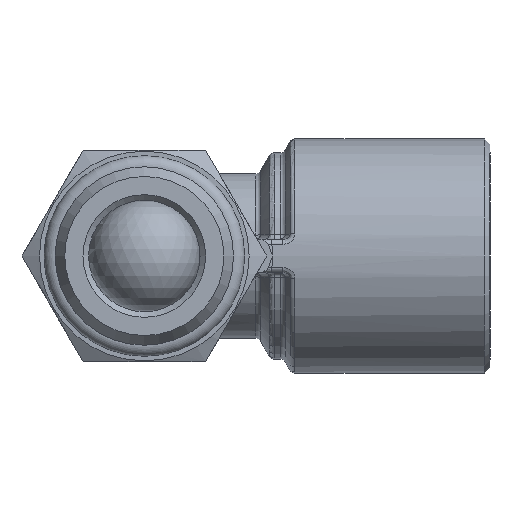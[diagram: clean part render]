
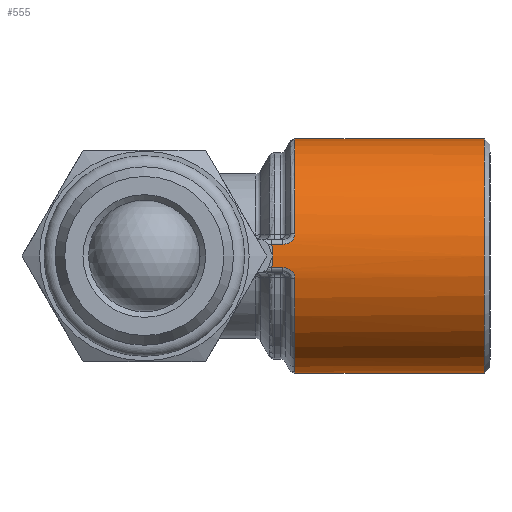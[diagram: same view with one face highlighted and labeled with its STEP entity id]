
A CAD part, front view. The second image highlights one B-rep face of the part: STEP entity #555.
In plain terms, the highlighted cylindrical face has radius 10.5 mm (diameter 21 mm), a full revolution.
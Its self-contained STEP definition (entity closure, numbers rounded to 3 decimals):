
#555 = ADVANCED_FACE( 'NONE', ( #1288, #1289 ), #1290, .T. );
#1288 = FACE_OUTER_BOUND( '', #3306, .T. );
#1289 = FACE_OUTER_BOUND( '', #3307, .T. );
#1290 = CYLINDRICAL_SURFACE( '', #3308, 10.5 );
#3306 = EDGE_LOOP( '', ( #6235, #6236, #6237, #6238, #6239, #6240, #6241 ) );
#3307 = EDGE_LOOP( '', ( #6242 ) );
#3308 = AXIS2_PLACEMENT_3D( '', #6243, #6244, #6245 );
#6235 = ORIENTED_EDGE( '', *, *, #8146, .T. );
#6236 = ORIENTED_EDGE( '', *, *, #7912, .T. );
#6237 = ORIENTED_EDGE( '', *, *, #7780, .T. );
#6238 = ORIENTED_EDGE( '', *, *, #8147, .T. );
#6239 = ORIENTED_EDGE( '', *, *, #7985, .T. );
#6240 = ORIENTED_EDGE( '', *, *, #8148, .T. );
#6241 = ORIENTED_EDGE( '', *, *, #8149, .T. );
#6242 = ORIENTED_EDGE( '', *, *, #8035, .T. );
#6243 = CARTESIAN_POINT( '', ( 0., 0., 0. ) );
#6244 = DIRECTION( '', ( 1., 0., 0. ) );
#6245 = DIRECTION( '', ( 0., 0., 1. ) );
#7780 = EDGE_CURVE( 'NONE', #8864, #8869, #8871, .T. );
#7912 = EDGE_CURVE( 'NONE', #9088, #8864, #9090, .T. );
#7985 = EDGE_CURVE( 'NONE', #9202, #9204, #9206, .T. );
#8035 = EDGE_CURVE( 'NONE', #9282, #9282, #9283, .T. );
#8146 = EDGE_CURVE( 'NONE', #9452, #9088, #9453, .T. );
#8147 = EDGE_CURVE( 'NONE', #8869, #9202, #9454, .T. );
#8148 = EDGE_CURVE( 'NONE', #9204, #9455, #9456, .T. );
#8149 = EDGE_CURVE( 'NONE', #9455, #9452, #9457, .T. );
#8864 = VERTEX_POINT( 'NONE', #10747 );
#8869 = VERTEX_POINT( 'NONE', #10753 );
#8871 = LINE( '', #10755, #10756 );
#9088 = VERTEX_POINT( 'NONE', #11309 );
#9090 = B_SPLINE_CURVE_WITH_KNOTS( '', 3, ( #11311, #11312, #11313, #11314, #11315, #11316, #11317, #11318, #11319, #11320, #11321, #11322, #11323 ), .UNSPECIFIED., .F., .F., ( 4, 1, 1, 1, 1, 1, 1, 1, 1, 1, 4 ), ( 0., 0.063, 0.126, 0.188, 0.25, 0.374, 0.5, 0.624, 0.75, 0.874, 1. ), .UNSPECIFIED. );
#9202 = VERTEX_POINT( 'NONE', #11596 );
#9204 = VERTEX_POINT( 'NONE', #11600 );
#9206 = ( BOUNDED_CURVE(  )B_SPLINE_CURVE( 3, ( #11610, #11611, #11612, #11613 ), .UNSPECIFIED., .F., .F. )B_SPLINE_CURVE_WITH_KNOTS( ( 4, 4 ), ( 3.142, 3.242 ), .UNSPECIFIED. )CURVE(  )GEOMETRIC_REPRESENTATION_ITEM(  )RATIONAL_B_SPLINE_CURVE( ( 1., 0.999, 0.999, 1. ) )REPRESENTATION_ITEM( '' ) );
#9282 = VERTEX_POINT( '', #11914 );
#9283 = CIRCLE( '', #11915, 10.5 );
#9452 = VERTEX_POINT( 'NONE', #12516 );
#9453 = CIRCLE( '', #12517, 10.5 );
#9454 = ( BOUNDED_CURVE(  )B_SPLINE_CURVE( 3, ( #12520, #12521, #12522, #12523 ), .UNSPECIFIED., .F., .F. )B_SPLINE_CURVE_WITH_KNOTS( ( 4, 4 ), ( 3.041, 3.142 ), .UNSPECIFIED. )CURVE(  )GEOMETRIC_REPRESENTATION_ITEM(  )RATIONAL_B_SPLINE_CURVE( ( 1., 0.999, 0.999, 1. ) )REPRESENTATION_ITEM( '' ) );
#9455 = VERTEX_POINT( 'NONE', #12529 );
#9456 = LINE( '', #12530, #12531 );
#9457 = B_SPLINE_CURVE_WITH_KNOTS( '', 3, ( #12532, #12533, #12534, #12535, #12536, #12537, #12538, #12539, #12540, #12541, #12542, #12543, #12544 ), .UNSPECIFIED., .F., .F., ( 4, 1, 1, 1, 1, 1, 1, 1, 1, 1, 4 ), ( 0., 0.063, 0.126, 0.188, 0.25, 0.376, 0.499, 0.625, 0.749, 0.874, 1. ), .UNSPECIFIED. );
#10747 = CARTESIAN_POINT( '', ( 12.43, -10.447, 1.05 ) );
#10753 = CARTESIAN_POINT( '', ( 11.442, -10.447, 1.05 ) );
#10755 = CARTESIAN_POINT( '', ( 0., -10.447, 1.05 ) );
#10756 = VECTOR( '', #14581, 1000. );
#11309 = CARTESIAN_POINT( '', ( 13.499, -10.308, 2. ) );
#11311 = CARTESIAN_POINT( '', ( 13.499, -10.308, 2. ) );
#11312 = CARTESIAN_POINT( '', ( 13.498, -10.314, 1.967 ) );
#11313 = CARTESIAN_POINT( '', ( 13.496, -10.327, 1.901 ) );
#11314 = CARTESIAN_POINT( '', ( 13.479, -10.344, 1.804 ) );
#11315 = CARTESIAN_POINT( '', ( 13.452, -10.36, 1.709 ) );
#11316 = CARTESIAN_POINT( '', ( 13.402, -10.379, 1.588 ) );
#11317 = CARTESIAN_POINT( '', ( 13.314, -10.4, 1.447 ) );
#11318 = CARTESIAN_POINT( '', ( 13.175, -10.419, 1.304 ) );
#11319 = CARTESIAN_POINT( '', ( 13.009, -10.433, 1.19 ) );
#11320 = CARTESIAN_POINT( '', ( 12.826, -10.441, 1.11 ) );
#11321 = CARTESIAN_POINT( '', ( 12.631, -10.446, 1.059 ) );
#11322 = CARTESIAN_POINT( '', ( 12.497, -10.447, 1.053 ) );
#11323 = CARTESIAN_POINT( '', ( 12.43, -10.447, 1.05 ) );
#11596 = CARTESIAN_POINT( '', ( 11.5, -10.5, 0. ) );
#11600 = CARTESIAN_POINT( '', ( 11.442, -10.447, -1.05 ) );
#11610 = CARTESIAN_POINT( '', ( 11.5, -10.5, 0. ) );
#11611 = CARTESIAN_POINT( '', ( 11.5, -10.5, -0.351 ) );
#11612 = CARTESIAN_POINT( '', ( 11.481, -10.482, -0.701 ) );
#11613 = CARTESIAN_POINT( '', ( 11.442, -10.447, -1.05 ) );
#11914 = CARTESIAN_POINT( '', ( 30.5, 0., 10.5 ) );
#11915 = AXIS2_PLACEMENT_3D( '', #14783, #14784, #14785 );
#12516 = CARTESIAN_POINT( '', ( 13.499, -10.308, -2. ) );
#12517 = AXIS2_PLACEMENT_3D( '', #14867, #14868, #14869 );
#12520 = CARTESIAN_POINT( '', ( 11.442, -10.447, 1.05 ) );
#12521 = CARTESIAN_POINT( '', ( 11.481, -10.482, 0.701 ) );
#12522 = CARTESIAN_POINT( '', ( 11.5, -10.5, 0.351 ) );
#12523 = CARTESIAN_POINT( '', ( 11.5, -10.5, 0. ) );
#12529 = CARTESIAN_POINT( '', ( 12.43, -10.447, -1.05 ) );
#12530 = CARTESIAN_POINT( '', ( 0., -10.447, -1.05 ) );
#12531 = VECTOR( '', #14870, 1000. );
#12532 = CARTESIAN_POINT( '', ( 12.43, -10.447, -1.05 ) );
#12533 = CARTESIAN_POINT( '', ( 12.464, -10.447, -1.051 ) );
#12534 = CARTESIAN_POINT( '', ( 12.531, -10.447, -1.052 ) );
#12535 = CARTESIAN_POINT( '', ( 12.63, -10.446, -1.065 ) );
#12536 = CARTESIAN_POINT( '', ( 12.728, -10.444, -1.085 ) );
#12537 = CARTESIAN_POINT( '', ( 12.855, -10.44, -1.122 ) );
#12538 = CARTESIAN_POINT( '', ( 13.008, -10.433, -1.189 ) );
#12539 = CARTESIAN_POINT( '', ( 13.173, -10.419, -1.303 ) );
#12540 = CARTESIAN_POINT( '', ( 13.313, -10.4, -1.445 ) );
#12541 = CARTESIAN_POINT( '', ( 13.418, -10.376, -1.615 ) );
#12542 = CARTESIAN_POINT( '', ( 13.487, -10.345, -1.803 ) );
#12543 = CARTESIAN_POINT( '', ( 13.495, -10.32, -1.934 ) );
#12544 = CARTESIAN_POINT( '', ( 13.499, -10.308, -2. ) );
#14581 = DIRECTION( '', ( -1., 0., 0. ) );
#14783 = CARTESIAN_POINT( '', ( 30.5, 0., 0. ) );
#14784 = DIRECTION( '', ( -1., 0., 0. ) );
#14785 = DIRECTION( '', ( 0., 0., 1. ) );
#14867 = CARTESIAN_POINT( '', ( 13.499, 0., 0. ) );
#14868 = DIRECTION( '', ( 1., 0., 0. ) );
#14869 = DIRECTION( '', ( 0., 0., -1. ) );
#14870 = DIRECTION( '', ( 1., 0., 0. ) );
